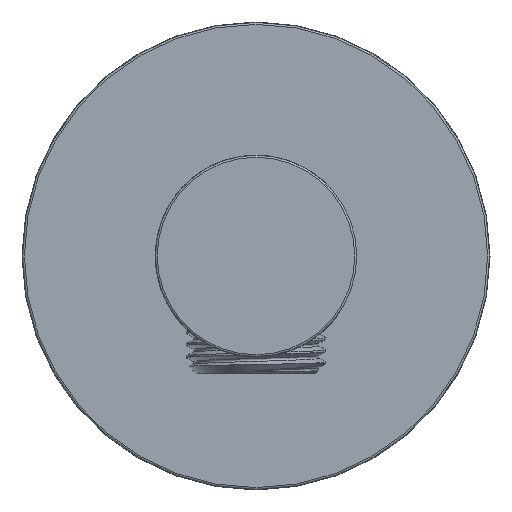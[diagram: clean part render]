
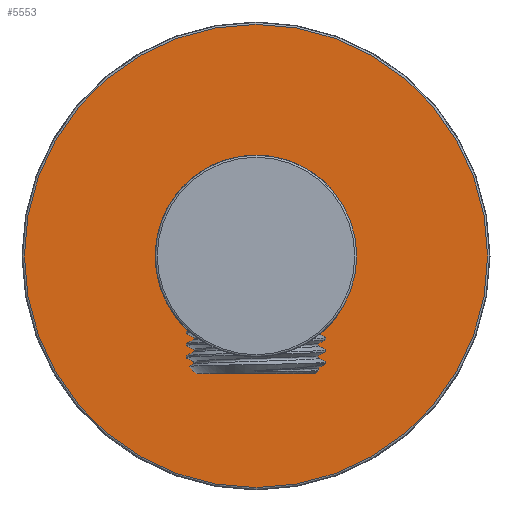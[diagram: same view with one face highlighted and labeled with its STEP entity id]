
A CAD part, left-side view. The second image highlights one B-rep face of the part: STEP entity #5553.
In plain terms, the highlighted face is planar.
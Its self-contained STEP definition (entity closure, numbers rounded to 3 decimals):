
#244=PLANE('',#6134);
#803=CIRCLE('',#6133,34.485);
#804=CIRCLE('',#6135,11.2);
#2591=ORIENTED_EDGE('',*,*,#3410,.T.);
#2592=ORIENTED_EDGE('',*,*,#3409,.T.);
#3409=EDGE_CURVE('',#3928,#3928,#803,.T.);
#3410=EDGE_CURVE('',#3929,#3929,#804,.T.);
#3928=VERTEX_POINT('',#17368);
#3929=VERTEX_POINT('',#17371);
#4730=EDGE_LOOP('',(#2591));
#4731=EDGE_LOOP('',(#2592));
#5149=FACE_BOUND('',#4730,.T.);
#5150=FACE_BOUND('',#4731,.T.);
#5553=ADVANCED_FACE('',(#5149,#5150),#244,.F.);
#6133=AXIS2_PLACEMENT_3D('',#17367,#7343,#7344);
#6134=AXIS2_PLACEMENT_3D('',#17369,#7345,#7346);
#6135=AXIS2_PLACEMENT_3D('',#17370,#7347,#7348);
#7343=DIRECTION('',(0.,-1.,0.));
#7344=DIRECTION('',(-1.,0.,0.));
#7345=DIRECTION('',(0.,1.,0.));
#7346=DIRECTION('',(1.,0.,0.));
#7347=DIRECTION('',(0.,1.,0.));
#7348=DIRECTION('',(0.,0.,1.));
#17367=CARTESIAN_POINT('',(0.,-2.,0.));
#17368=CARTESIAN_POINT('',(-34.485,-2.,0.));
#17369=CARTESIAN_POINT('',(0.,-2.,0.));
#17370=CARTESIAN_POINT('',(0.,-2.,0.));
#17371=CARTESIAN_POINT('',(0.,-2.,11.2));
